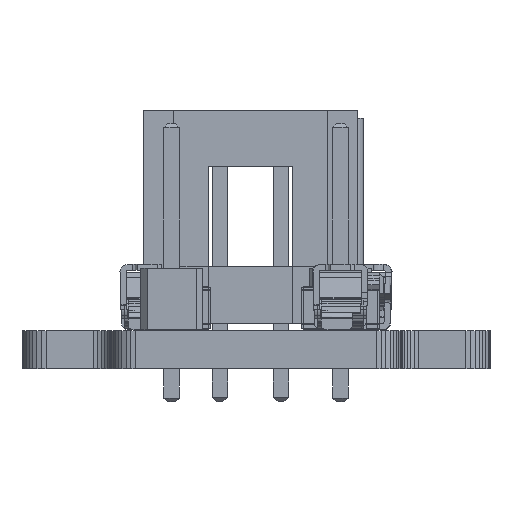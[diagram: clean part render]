
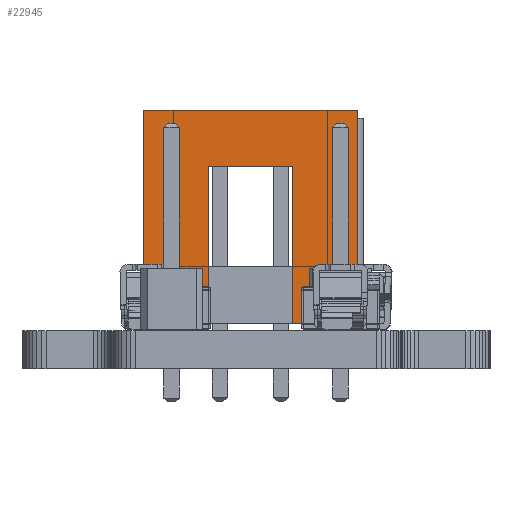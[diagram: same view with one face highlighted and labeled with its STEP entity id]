
A CAD part, left-side view. The second image highlights one B-rep face of the part: STEP entity #22945.
In plain terms, the highlighted face is planar.
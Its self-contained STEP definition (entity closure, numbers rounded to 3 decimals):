
#22089 = PLANE('',#22090);
#22090 = AXIS2_PLACEMENT_3D('',#22091,#22092,#22093);
#22091 = CARTESIAN_POINT('',(-3.155,-11.43,4.675));
#22092 = DIRECTION('',(-1.,0.,0.));
#22093 = DIRECTION('',(0.,0.,-1.));
#22114 = VERTEX_POINT('',#22115);
#22115 = CARTESIAN_POINT('',(-3.155,-27.96,0.25));
#22129 = PLANE('',#22130);
#22130 = AXIS2_PLACEMENT_3D('',#22131,#22132,#22133);
#22131 = CARTESIAN_POINT('',(1.304,-11.43,0.25));
#22132 = DIRECTION('',(-0.,-0.,-1.));
#22133 = DIRECTION('',(-1.,0.,0.));
#22141 = EDGE_CURVE('',#22114,#22142,#22144,.T.);
#22142 = VERTEX_POINT('',#22143);
#22143 = CARTESIAN_POINT('',(-3.155,-27.96,9.1));
#22144 = SURFACE_CURVE('',#22145,(#22149,#22156),.PCURVE_S1.);
#22145 = LINE('',#22146,#22147);
#22146 = CARTESIAN_POINT('',(-3.155,-27.96,2.6));
#22147 = VECTOR('',#22148,1.);
#22148 = DIRECTION('',(0.,0.,1.));
#22149 = PCURVE('',#22089,#22150);
#22150 = DEFINITIONAL_REPRESENTATION('',(#22151),#22155);
#22151 = LINE('',#22152,#22153);
#22152 = CARTESIAN_POINT('',(2.075,16.53));
#22153 = VECTOR('',#22154,1.);
#22154 = DIRECTION('',(-1.,0.));
#22155 = ( GEOMETRIC_REPRESENTATION_CONTEXT(2) 
PARAMETRIC_REPRESENTATION_CONTEXT() REPRESENTATION_CONTEXT('2D SPACE',''
  ) );
#22156 = PCURVE('',#22157,#22162);
#22157 = PLANE('',#22158);
#22158 = AXIS2_PLACEMENT_3D('',#22159,#22160,#22161);
#22159 = CARTESIAN_POINT('',(1.27,-27.96,4.675));
#22160 = DIRECTION('',(-0.,-1.,0.));
#22161 = DIRECTION('',(0.,0.,-1.));
#22162 = DEFINITIONAL_REPRESENTATION('',(#22163),#22167);
#22163 = LINE('',#22164,#22165);
#22164 = CARTESIAN_POINT('',(2.075,-4.425));
#22165 = VECTOR('',#22166,1.);
#22166 = DIRECTION('',(-1.,0.));
#22167 = ( GEOMETRIC_REPRESENTATION_CONTEXT(2) 
PARAMETRIC_REPRESENTATION_CONTEXT() REPRESENTATION_CONTEXT('2D SPACE',''
  ) );
#22185 = PLANE('',#22186);
#22186 = AXIS2_PLACEMENT_3D('',#22187,#22188,#22189);
#22187 = CARTESIAN_POINT('',(1.27,-11.43,9.1));
#22188 = DIRECTION('',(0.,0.,1.));
#22189 = DIRECTION('',(1.,0.,-0.));
#22323 = PLANE('',#22324);
#22324 = AXIS2_PLACEMENT_3D('',#22325,#22326,#22327);
#22325 = CARTESIAN_POINT('',(5.695,-11.43,4.675));
#22326 = DIRECTION('',(1.,0.,0.));
#22327 = DIRECTION('',(0.,0.,1.));
#22489 = EDGE_CURVE('',#22142,#22490,#22492,.T.);
#22490 = VERTEX_POINT('',#22491);
#22491 = CARTESIAN_POINT('',(5.695,-27.96,9.1));
#22492 = SURFACE_CURVE('',#22493,(#22497,#22504),.PCURVE_S1.);
#22493 = LINE('',#22494,#22495);
#22494 = CARTESIAN_POINT('',(-3.155,-27.96,9.1));
#22495 = VECTOR('',#22496,1.);
#22496 = DIRECTION('',(1.,0.,0.));
#22497 = PCURVE('',#22185,#22498);
#22498 = DEFINITIONAL_REPRESENTATION('',(#22499),#22503);
#22499 = LINE('',#22500,#22501);
#22500 = CARTESIAN_POINT('',(-4.425,-16.53));
#22501 = VECTOR('',#22502,1.);
#22502 = DIRECTION('',(1.,0.));
#22503 = ( GEOMETRIC_REPRESENTATION_CONTEXT(2) 
PARAMETRIC_REPRESENTATION_CONTEXT() REPRESENTATION_CONTEXT('2D SPACE',''
  ) );
#22504 = PCURVE('',#22157,#22505);
#22505 = DEFINITIONAL_REPRESENTATION('',(#22506),#22510);
#22506 = LINE('',#22507,#22508);
#22507 = CARTESIAN_POINT('',(-4.425,-4.425));
#22508 = VECTOR('',#22509,1.);
#22509 = DIRECTION('',(0.,1.));
#22510 = ( GEOMETRIC_REPRESENTATION_CONTEXT(2) 
PARAMETRIC_REPRESENTATION_CONTEXT() REPRESENTATION_CONTEXT('2D SPACE',''
  ) );
#22945 = ADVANCED_FACE('',(#22946),#22157,.T.);
#22946 = FACE_BOUND('',#22947,.T.);
#22947 = EDGE_LOOP('',(#22948,#22949,#22972,#23000,#23028,#23056,#23079,
    #23100));
#22948 = ORIENTED_EDGE('',*,*,#22141,.F.);
#22949 = ORIENTED_EDGE('',*,*,#22950,.T.);
#22950 = EDGE_CURVE('',#22114,#22951,#22953,.T.);
#22951 = VERTEX_POINT('',#22952);
#22952 = CARTESIAN_POINT('',(-0.48,-27.96,0.25));
#22953 = SURFACE_CURVE('',#22954,(#22958,#22965),.PCURVE_S1.);
#22954 = LINE('',#22955,#22956);
#22955 = CARTESIAN_POINT('',(-3.155,-27.96,0.25));
#22956 = VECTOR('',#22957,1.);
#22957 = DIRECTION('',(1.,0.,0.));
#22958 = PCURVE('',#22157,#22959);
#22959 = DEFINITIONAL_REPRESENTATION('',(#22960),#22964);
#22960 = LINE('',#22961,#22962);
#22961 = CARTESIAN_POINT('',(4.425,-4.425));
#22962 = VECTOR('',#22963,1.);
#22963 = DIRECTION('',(0.,1.));
#22964 = ( GEOMETRIC_REPRESENTATION_CONTEXT(2) 
PARAMETRIC_REPRESENTATION_CONTEXT() REPRESENTATION_CONTEXT('2D SPACE',''
  ) );
#22965 = PCURVE('',#22129,#22966);
#22966 = DEFINITIONAL_REPRESENTATION('',(#22967),#22971);
#22967 = LINE('',#22968,#22969);
#22968 = CARTESIAN_POINT('',(4.459,-16.53));
#22969 = VECTOR('',#22970,1.);
#22970 = DIRECTION('',(-1.,0.));
#22971 = ( GEOMETRIC_REPRESENTATION_CONTEXT(2) 
PARAMETRIC_REPRESENTATION_CONTEXT() REPRESENTATION_CONTEXT('2D SPACE',''
  ) );
#22972 = ORIENTED_EDGE('',*,*,#22973,.T.);
#22973 = EDGE_CURVE('',#22951,#22974,#22976,.T.);
#22974 = VERTEX_POINT('',#22975);
#22975 = CARTESIAN_POINT('',(-0.48,-27.96,6.75));
#22976 = SURFACE_CURVE('',#22977,(#22981,#22988),.PCURVE_S1.);
#22977 = LINE('',#22978,#22979);
#22978 = CARTESIAN_POINT('',(-0.48,-27.96,2.463));
#22979 = VECTOR('',#22980,1.);
#22980 = DIRECTION('',(0.,0.,1.));
#22981 = PCURVE('',#22157,#22982);
#22982 = DEFINITIONAL_REPRESENTATION('',(#22983),#22987);
#22983 = LINE('',#22984,#22985);
#22984 = CARTESIAN_POINT('',(2.213,-1.75));
#22985 = VECTOR('',#22986,1.);
#22986 = DIRECTION('',(-1.,0.));
#22987 = ( GEOMETRIC_REPRESENTATION_CONTEXT(2) 
PARAMETRIC_REPRESENTATION_CONTEXT() REPRESENTATION_CONTEXT('2D SPACE',''
  ) );
#22988 = PCURVE('',#22989,#22994);
#22989 = PLANE('',#22990);
#22990 = AXIS2_PLACEMENT_3D('',#22991,#22992,#22993);
#22991 = CARTESIAN_POINT('',(-0.48,-26.71,0.25));
#22992 = DIRECTION('',(1.,0.,0.));
#22993 = DIRECTION('',(0.,-1.,0.));
#22994 = DEFINITIONAL_REPRESENTATION('',(#22995),#22999);
#22995 = LINE('',#22996,#22997);
#22996 = CARTESIAN_POINT('',(1.25,-2.213));
#22997 = VECTOR('',#22998,1.);
#22998 = DIRECTION('',(0.,-1.));
#22999 = ( GEOMETRIC_REPRESENTATION_CONTEXT(2) 
PARAMETRIC_REPRESENTATION_CONTEXT() REPRESENTATION_CONTEXT('2D SPACE',''
  ) );
#23000 = ORIENTED_EDGE('',*,*,#23001,.F.);
#23001 = EDGE_CURVE('',#23002,#22974,#23004,.T.);
#23002 = VERTEX_POINT('',#23003);
#23003 = CARTESIAN_POINT('',(3.02,-27.96,6.75));
#23004 = SURFACE_CURVE('',#23005,(#23009,#23016),.PCURVE_S1.);
#23005 = LINE('',#23006,#23007);
#23006 = CARTESIAN_POINT('',(1.27,-27.96,6.75));
#23007 = VECTOR('',#23008,1.);
#23008 = DIRECTION('',(-1.,0.,0.));
#23009 = PCURVE('',#22157,#23010);
#23010 = DEFINITIONAL_REPRESENTATION('',(#23011),#23015);
#23011 = LINE('',#23012,#23013);
#23012 = CARTESIAN_POINT('',(-2.075,0.));
#23013 = VECTOR('',#23014,1.);
#23014 = DIRECTION('',(0.,-1.));
#23015 = ( GEOMETRIC_REPRESENTATION_CONTEXT(2) 
PARAMETRIC_REPRESENTATION_CONTEXT() REPRESENTATION_CONTEXT('2D SPACE',''
  ) );
#23016 = PCURVE('',#23017,#23022);
#23017 = PLANE('',#23018);
#23018 = AXIS2_PLACEMENT_3D('',#23019,#23020,#23021);
#23019 = CARTESIAN_POINT('',(1.27,-27.96,6.75));
#23020 = DIRECTION('',(0.,0.,1.));
#23021 = DIRECTION('',(1.,0.,-0.));
#23022 = DEFINITIONAL_REPRESENTATION('',(#23023),#23027);
#23023 = LINE('',#23024,#23025);
#23024 = CARTESIAN_POINT('',(0.,0.));
#23025 = VECTOR('',#23026,1.);
#23026 = DIRECTION('',(-1.,0.));
#23027 = ( GEOMETRIC_REPRESENTATION_CONTEXT(2) 
PARAMETRIC_REPRESENTATION_CONTEXT() REPRESENTATION_CONTEXT('2D SPACE',''
  ) );
#23028 = ORIENTED_EDGE('',*,*,#23029,.T.);
#23029 = EDGE_CURVE('',#23002,#23030,#23032,.T.);
#23030 = VERTEX_POINT('',#23031);
#23031 = CARTESIAN_POINT('',(3.02,-27.96,0.25));
#23032 = SURFACE_CURVE('',#23033,(#23037,#23044),.PCURVE_S1.);
#23033 = LINE('',#23034,#23035);
#23034 = CARTESIAN_POINT('',(3.02,-27.96,2.463));
#23035 = VECTOR('',#23036,1.);
#23036 = DIRECTION('',(0.,0.,-1.));
#23037 = PCURVE('',#22157,#23038);
#23038 = DEFINITIONAL_REPRESENTATION('',(#23039),#23043);
#23039 = LINE('',#23040,#23041);
#23040 = CARTESIAN_POINT('',(2.213,1.75));
#23041 = VECTOR('',#23042,1.);
#23042 = DIRECTION('',(1.,0.));
#23043 = ( GEOMETRIC_REPRESENTATION_CONTEXT(2) 
PARAMETRIC_REPRESENTATION_CONTEXT() REPRESENTATION_CONTEXT('2D SPACE',''
  ) );
#23044 = PCURVE('',#23045,#23050);
#23045 = PLANE('',#23046);
#23046 = AXIS2_PLACEMENT_3D('',#23047,#23048,#23049);
#23047 = CARTESIAN_POINT('',(3.02,-29.21,0.25));
#23048 = DIRECTION('',(-1.,0.,0.));
#23049 = DIRECTION('',(0.,1.,0.));
#23050 = DEFINITIONAL_REPRESENTATION('',(#23051),#23055);
#23051 = LINE('',#23052,#23053);
#23052 = CARTESIAN_POINT('',(1.25,-2.213));
#23053 = VECTOR('',#23054,1.);
#23054 = DIRECTION('',(0.,1.));
#23055 = ( GEOMETRIC_REPRESENTATION_CONTEXT(2) 
PARAMETRIC_REPRESENTATION_CONTEXT() REPRESENTATION_CONTEXT('2D SPACE',''
  ) );
#23056 = ORIENTED_EDGE('',*,*,#23057,.T.);
#23057 = EDGE_CURVE('',#23030,#23058,#23060,.T.);
#23058 = VERTEX_POINT('',#23059);
#23059 = CARTESIAN_POINT('',(5.695,-27.96,0.25));
#23060 = SURFACE_CURVE('',#23061,(#23065,#23072),.PCURVE_S1.);
#23061 = LINE('',#23062,#23063);
#23062 = CARTESIAN_POINT('',(-3.155,-27.96,0.25));
#23063 = VECTOR('',#23064,1.);
#23064 = DIRECTION('',(1.,0.,0.));
#23065 = PCURVE('',#22157,#23066);
#23066 = DEFINITIONAL_REPRESENTATION('',(#23067),#23071);
#23067 = LINE('',#23068,#23069);
#23068 = CARTESIAN_POINT('',(4.425,-4.425));
#23069 = VECTOR('',#23070,1.);
#23070 = DIRECTION('',(0.,1.));
#23071 = ( GEOMETRIC_REPRESENTATION_CONTEXT(2) 
PARAMETRIC_REPRESENTATION_CONTEXT() REPRESENTATION_CONTEXT('2D SPACE',''
  ) );
#23072 = PCURVE('',#22129,#23073);
#23073 = DEFINITIONAL_REPRESENTATION('',(#23074),#23078);
#23074 = LINE('',#23075,#23076);
#23075 = CARTESIAN_POINT('',(4.459,-16.53));
#23076 = VECTOR('',#23077,1.);
#23077 = DIRECTION('',(-1.,0.));
#23078 = ( GEOMETRIC_REPRESENTATION_CONTEXT(2) 
PARAMETRIC_REPRESENTATION_CONTEXT() REPRESENTATION_CONTEXT('2D SPACE',''
  ) );
#23079 = ORIENTED_EDGE('',*,*,#23080,.T.);
#23080 = EDGE_CURVE('',#23058,#22490,#23081,.T.);
#23081 = SURFACE_CURVE('',#23082,(#23086,#23093),.PCURVE_S1.);
#23082 = LINE('',#23083,#23084);
#23083 = CARTESIAN_POINT('',(5.695,-27.96,0.25));
#23084 = VECTOR('',#23085,1.);
#23085 = DIRECTION('',(0.,0.,1.));
#23086 = PCURVE('',#22157,#23087);
#23087 = DEFINITIONAL_REPRESENTATION('',(#23088),#23092);
#23088 = LINE('',#23089,#23090);
#23089 = CARTESIAN_POINT('',(4.425,4.425));
#23090 = VECTOR('',#23091,1.);
#23091 = DIRECTION('',(-1.,0.));
#23092 = ( GEOMETRIC_REPRESENTATION_CONTEXT(2) 
PARAMETRIC_REPRESENTATION_CONTEXT() REPRESENTATION_CONTEXT('2D SPACE',''
  ) );
#23093 = PCURVE('',#22323,#23094);
#23094 = DEFINITIONAL_REPRESENTATION('',(#23095),#23099);
#23095 = LINE('',#23096,#23097);
#23096 = CARTESIAN_POINT('',(-4.425,16.53));
#23097 = VECTOR('',#23098,1.);
#23098 = DIRECTION('',(1.,0.));
#23099 = ( GEOMETRIC_REPRESENTATION_CONTEXT(2) 
PARAMETRIC_REPRESENTATION_CONTEXT() REPRESENTATION_CONTEXT('2D SPACE',''
  ) );
#23100 = ORIENTED_EDGE('',*,*,#22489,.F.);
